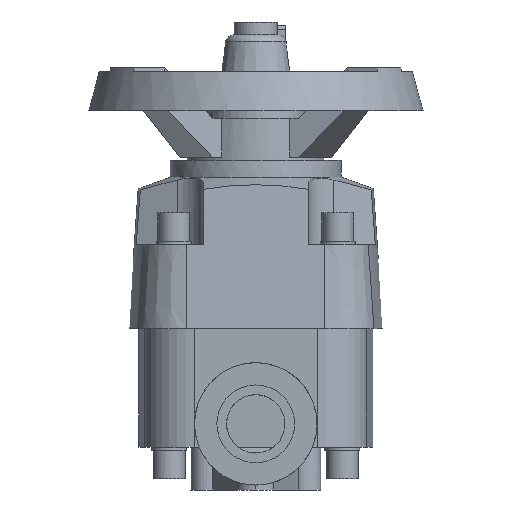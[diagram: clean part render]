
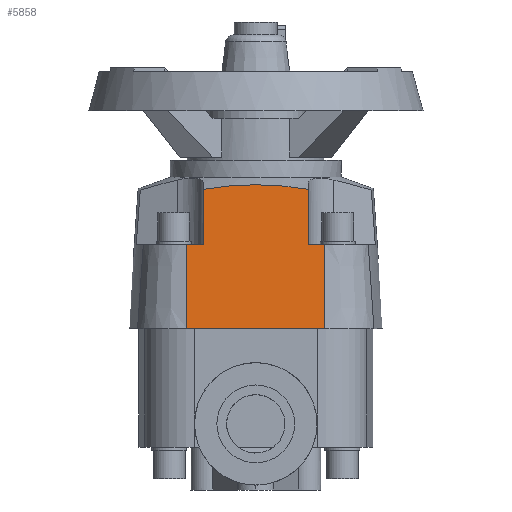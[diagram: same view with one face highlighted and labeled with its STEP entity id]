
A CAD part, left-side view. The second image highlights one B-rep face of the part: STEP entity #5858.
In plain terms, the highlighted planar face has unit normal (-0.998, 0, 0.07).
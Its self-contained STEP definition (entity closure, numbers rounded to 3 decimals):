
#217=CARTESIAN_POINT('',(-27.493,-13.5,60.3));
#218=VERTEX_POINT('',#217);
#219=CARTESIAN_POINT('',(-27.412,0.,61.46));
#220=VERTEX_POINT('',#219);
#221=CARTESIAN_POINT('',(-27.493,-13.5,60.3));
#222=CARTESIAN_POINT('',(-27.412,-6.367,61.46));
#223=CARTESIAN_POINT('',(-27.412,0.,61.46));
#231=(BOUNDED_CURVE()B_SPLINE_CURVE(2,(#221,#222,#223),.UNSPECIFIED.,.F.,.U.)B_SPLINE_CURVE_WITH_KNOTS((3,3),(42.241,65.77),.UNSPECIFIED.)CURVE()GEOMETRIC_REPRESENTATION_ITEM()RATIONAL_B_SPLINE_CURVE((1.694,1.796,1.796))REPRESENTATION_ITEM(''));
#232=EDGE_CURVE('',#218,#220,#231,.T.);
#467=CARTESIAN_POINT('',(-27.493,13.5,60.3));
#468=VERTEX_POINT('',#467);
#482=CARTESIAN_POINT('',(-27.412,0.,61.46));
#483=CARTESIAN_POINT('',(-27.412,6.367,61.46));
#484=CARTESIAN_POINT('',(-27.493,13.5,60.3));
#492=(BOUNDED_CURVE()B_SPLINE_CURVE(2,(#482,#483,#484),.UNSPECIFIED.,.F.,.U.)B_SPLINE_CURVE_WITH_KNOTS((3,3),(65.77,89.3),.UNSPECIFIED.)CURVE()GEOMETRIC_REPRESENTATION_ITEM()RATIONAL_B_SPLINE_CURVE((1.796,1.796,1.694))REPRESENTATION_ITEM(''));
#493=EDGE_CURVE('',#220,#468,#492,.T.);
#4900=CARTESIAN_POINT('',(-30.0,-17.737,24.45));
#4901=VERTEX_POINT('',#4900);
#4909=CARTESIAN_POINT('',(-30.,17.737,24.45));
#4910=VERTEX_POINT('',#4909);
#4911=CARTESIAN_POINT('',(-30.0,17.737,24.45));
#4912=DIRECTION('',(0.0,-1.0,0.0));
#4913=VECTOR('',#4912,35.475);
#4914=LINE('',#4911,#4913);
#4915=EDGE_CURVE('',#4910,#4901,#4914,.T.);
#5388=CARTESIAN_POINT('',(-28.486,-13.5,46.096));
#5389=VERTEX_POINT('',#5388);
#5390=CARTESIAN_POINT('',(-28.486,-13.5,46.096));
#5391=DIRECTION('',(0.07,0.0,0.998));
#5392=VECTOR('',#5391,14.238);
#5393=LINE('',#5390,#5392);
#5394=EDGE_CURVE('',#5389,#218,#5393,.T.);
#5475=CARTESIAN_POINT('',(-28.486,-17.737,46.096));
#5476=VERTEX_POINT('',#5475);
#5477=CARTESIAN_POINT('',(-28.486,-17.737,46.096));
#5478=DIRECTION('',(0.0,1.0,0.0));
#5479=VECTOR('',#5478,4.237);
#5480=LINE('',#5477,#5479);
#5481=EDGE_CURVE('',#5476,#5389,#5480,.T.);
#5513=CARTESIAN_POINT('',(-28.486,13.5,46.096));
#5514=VERTEX_POINT('',#5513);
#5515=CARTESIAN_POINT('',(-28.486,17.737,46.096));
#5516=VERTEX_POINT('',#5515);
#5517=CARTESIAN_POINT('',(-28.486,13.5,46.096));
#5518=DIRECTION('',(0.0,1.0,0.0));
#5519=VECTOR('',#5518,4.237);
#5520=LINE('',#5517,#5519);
#5521=EDGE_CURVE('',#5514,#5516,#5520,.T.);
#5621=CARTESIAN_POINT('',(-27.493,13.5,60.3));
#5622=DIRECTION('',(-0.07,0.0,-0.998));
#5623=VECTOR('',#5622,14.238);
#5624=LINE('',#5621,#5623);
#5625=EDGE_CURVE('',#468,#5514,#5624,.T.);
#5646=CARTESIAN_POINT('',(-30.,17.737,24.45));
#5647=DIRECTION('',(0.07,0.,0.998));
#5648=VECTOR('',#5647,21.699);
#5649=LINE('',#5646,#5648);
#5650=EDGE_CURVE('',#4910,#5516,#5649,.T.);
#5831=CARTESIAN_POINT('',(-30.0,-17.737,24.45));
#5832=DIRECTION('',(0.07,0.0,0.998));
#5833=VECTOR('',#5832,21.699);
#5834=LINE('',#5831,#5833);
#5835=EDGE_CURVE('',#4901,#5476,#5834,.T.);
#5842=CARTESIAN_POINT('',(-30.0,-17.737,24.45));
#5843=DIRECTION('',(-0.998,0.0,0.07));
#5844=DIRECTION('',(0.07,0.0,0.998));
#5845=AXIS2_PLACEMENT_3D('',#5842,#5843,#5844);
#5846=PLANE('',#5845);
#5847=ORIENTED_EDGE('',*,*,#5394,.T.);
#5848=ORIENTED_EDGE('',*,*,#232,.T.);
#5849=ORIENTED_EDGE('',*,*,#493,.T.);
#5850=ORIENTED_EDGE('',*,*,#5625,.T.);
#5851=ORIENTED_EDGE('',*,*,#5521,.T.);
#5852=ORIENTED_EDGE('',*,*,#5650,.F.);
#5853=ORIENTED_EDGE('',*,*,#4915,.T.);
#5854=ORIENTED_EDGE('',*,*,#5835,.T.);
#5855=ORIENTED_EDGE('',*,*,#5481,.T.);
#5856=EDGE_LOOP('',(#5847,#5848,#5849,#5850,#5851,#5852,#5853,#5854,#5855));
#5857=FACE_OUTER_BOUND('',#5856,.T.);
#5858=ADVANCED_FACE('',(#5857),#5846,.T.);
